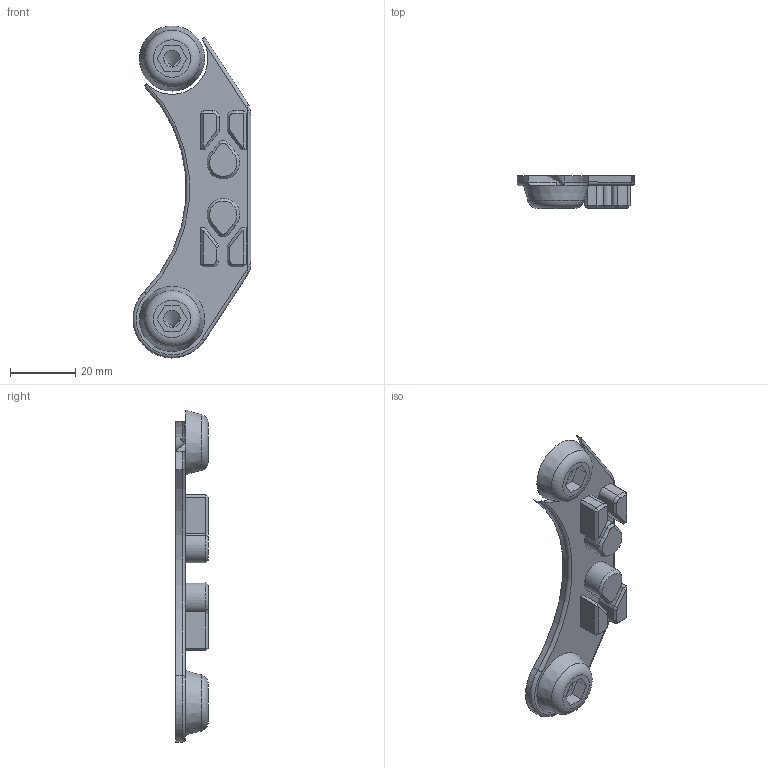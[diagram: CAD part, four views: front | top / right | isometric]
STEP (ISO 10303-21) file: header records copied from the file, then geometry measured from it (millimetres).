
FILE_DESCRIPTION(('FreeCAD Model'),'2;1');
FILE_NAME('Open CASCADE Shape Model','2021-12-25T11:45:28',('Author'),( ''),'Open CASCADE STEP processor 7.5','FreeCAD','Unknown');
FILE_SCHEMA(('AUTOMOTIVE_DESIGN { 1 0 10303 214 1 1 1 1 }'));
Length unit declared in the file: millimetre
Products named in the file (1): Fusion031
Bounding box: 36.23 x 10 x 102 mm (x, y, z)
Volume: 11375 mm3; surface area: 8078.8 mm2
Topology: 1 solids, 8 shells, 143 faces, 342 edges, 220 vertices
Faces by surface type: plane 98, cylinder 24, cone 14, torus 5, bspline 2
Full cylindrical faces by diameter (mm): 14 x1
Entity records: 8848 total; most frequent: CARTESIAN_POINT 2061, DIRECTION 1193, LINE 725, VECTOR 725, ORIENTED_EDGE 664, PCURVE 664, DEFINITIONAL_REPRESENTATION 664, EDGE_CURVE 332
